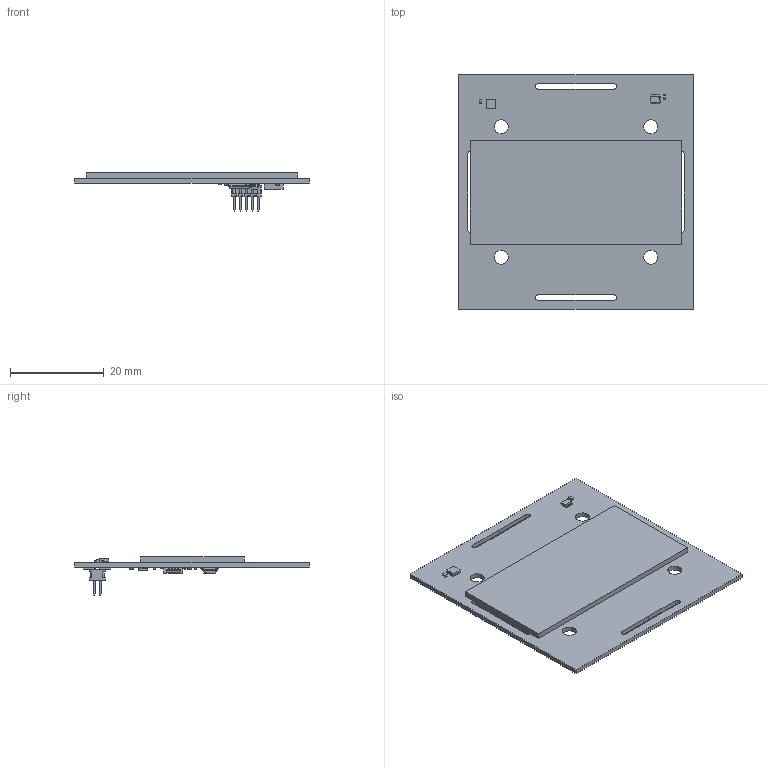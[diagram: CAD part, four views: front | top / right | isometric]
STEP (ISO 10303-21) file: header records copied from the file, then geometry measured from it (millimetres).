
FILE_DESCRIPTION(('FreeCAD Model'),'2;1');
FILE_NAME('Open CASCADE Shape Model','2023-07-30T17:44:01',(''),(''), 'Open CASCADE STEP processor 7.6','FreeCAD','Unknown');
FILE_SCHEMA(('AUTOMOTIVE_DESIGN { 1 0 10303 214 1 1 1 1 }'));
Length unit declared in the file: millimetre
Products named in the file (82): TopExternalFaceRev1; Board_Geoms_c02d; Pcb_c02d; Step_Models_c02d; Top_c02d; S1_SM141K06TFV_2acb966e9d50; C9_C_0402_1005Metric_7d81956c4140; IC3_ASSEMBLY_880da87132a5; Body; PinsArrayL004; PinsArrayL; PinsArrayL001; PinsArrayL002; PinsArrayL003; PinsArrayR004; PinsArrayR; PinsArrayR001; PinsArrayR002; PinsArrayR003; IC2_DRV0006B_ASM_b11623bc37fb; BODY-SON; FRAME-DRV0006B; SOLID; SOLID001; SOLID002; SOLID003; SOLID004; SOLID005; SOLID006; Bot_c02d; R1_R_0402_1005Metric_be43791e346f; J1_FTSH-105-01-L-DV021_3d57692a6bf2; FTSH-105-01-L-DV; FTSH-105-01-L-DV001; FTSH-105-01-L-DV002; FTSH-105-01-L-DV003; FTSH-105-01-L-DV004; FTSH-105-01-L-DV005; FTSH-105-01-L-DV006; FTSH-105-01-L-DV007 ...
Assembly tree (93 placements, depth 6):
  TopExternalFaceRev1
    Board_Geoms_c02d
      Pcb_c02d
    Step_Models_c02d
      Top_c02d
        S1_SM141K06TFV_2acb966e9d50
        C9_C_0402_1005Metric_7d81956c4140  x2
        IC3_ASSEMBLY_880da87132a5
          Body
          PinsArrayL004
            PinsArrayL
            PinsArrayL001
            PinsArrayL002
            PinsArrayL003
          PinsArrayR004
            PinsArrayR
            PinsArrayR001
            PinsArrayR002
            PinsArrayR003
        IC2_DRV0006B_ASM_b11623bc37fb
          BODY-SON
          FRAME-DRV0006B
            SOLID
            SOLID001
            SOLID002
            SOLID003
            SOLID004
            SOLID005
            SOLID006
      Bot_c02d
        C9_C_0402_1005Metric_7d81956c4140  x8
        R1_R_0402_1005Metric_be43791e346f  x4
        J1_FTSH-105-01-L-DV021_3d57692a6bf2
          FTSH-105-01-L-DV
          FTSH-105-01-L-DV001
          FTSH-105-01-L-DV002
          FTSH-105-01-L-DV003
          FTSH-105-01-L-DV004
          FTSH-105-01-L-DV005
          FTSH-105-01-L-DV006
          FTSH-105-01-L-DV007
          FTSH-105-01-L-DV008
          FTSH-105-01-L-DV009
          FTSH-105-01-L-DV010
          FTSH-105-01-L-DV011
          FTSH-105-01-L-DV012
          FTSH-105-01-L-DV013
          FTSH-105-01-L-DV014
          FTSH-105-01-L-DV015
          FTSH-105-01-L-DV016
          FTSH-105-01-L-DV017
          FTSH-105-01-L-DV018
          FTSH-105-01-L-DV019
          FTSH-105-01-L-DV020
        L1_ASSEMBLY_210aa83a4e1d
          Body001
          Pins002
            Pins
            Pins001
        IC1_DSG0008A_ASM_2f426abdfdf1
Bounding box: 50 x 50 x 8.16 mm (x, y, z)
Volume: 3681.2 mm3; surface area: 7810.1 mm2
Topology: 77 solids, 77 shells, 1293 faces, 3248 edges, 2128 vertices
Faces by surface type: plane 1047, cylinder 220, bspline 26
Full cylindrical faces by diameter (mm): 0.15 x1, 0.55 x1, 3 x4
Entity records: 31204 total; most frequent: CARTESIAN_POINT 5127, ORIENTED_EDGE 4792, DIRECTION 4594, EDGE_CURVE 2396, LINE 2196, VECTOR 2196, VERTEX_POINT 1564, AXIS2_PLACEMENT_3D 1199
